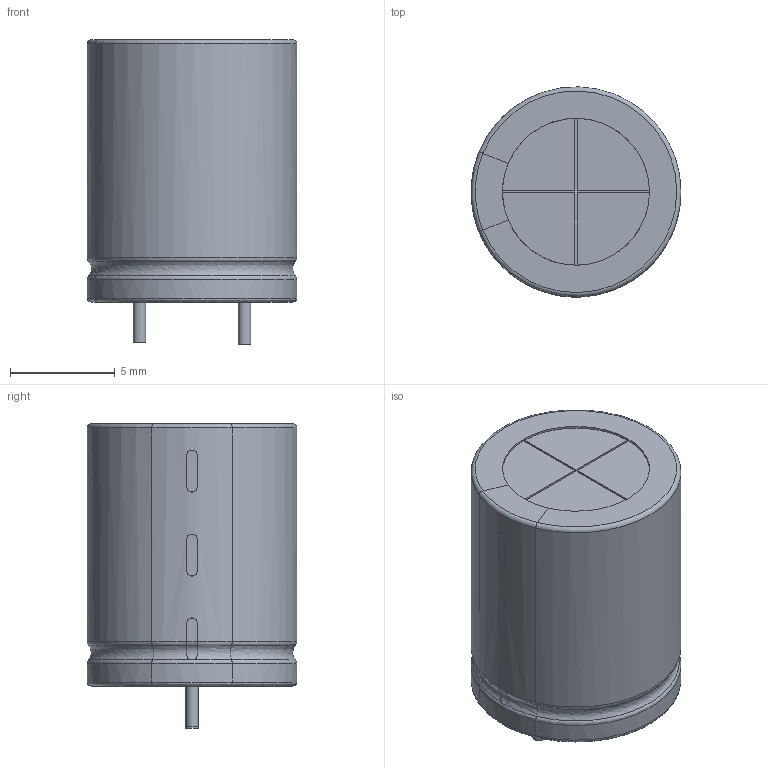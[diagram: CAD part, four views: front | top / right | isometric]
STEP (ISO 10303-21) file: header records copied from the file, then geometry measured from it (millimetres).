
FILE_DESCRIPTION(/* description */ ('model of CP_Radial_D10.0mm_L12.5mm_P5.0mm'),/* implementation_level */ '2;1');
FILE_NAME(/* name */ 'CP_Radial_D10.0mm_L12.5mm_P5.0mm.step',/* time_stamp */ '2021-10-16T17:59:53',/* author */ ('kicad StepUp','ksu'),/* organization */ ('FreeCAD'),/* preprocessor_version */ 'OCC',/* originating_system */ 'kicad StepUp',/* authorisation */ '');
FILE_SCHEMA(('AUTOMOTIVE_DESIGN { 1 0 10303 214 1 1 1 1 }'));
Length unit declared in the file: millimetre
Products named in the file (1): CP_Radial_D100mm_L125mm_P50mm
Bounding box: 10 x 10 x 14.5 mm (x, y, z)
Volume: 963.1 mm3; surface area: 643.5 mm2
Topology: 1 solids, 2 shells, 53 faces, 134 edges, 89 vertices
Faces by surface type: plane 23, cylinder 15, bspline 7, revolution 6, torus 2
Full cylindrical faces by diameter (mm): 0.6 x2
Entity records: 4867 total; most frequent: CARTESIAN_POINT 2098, DIRECTION 404, ORIENTED_EDGE 268, PCURVE 268, DEFINITIONAL_REPRESENTATION 268, LINE 189, VECTOR 189, B_SPLINE_CURVE_WITH_KNOTS 138
